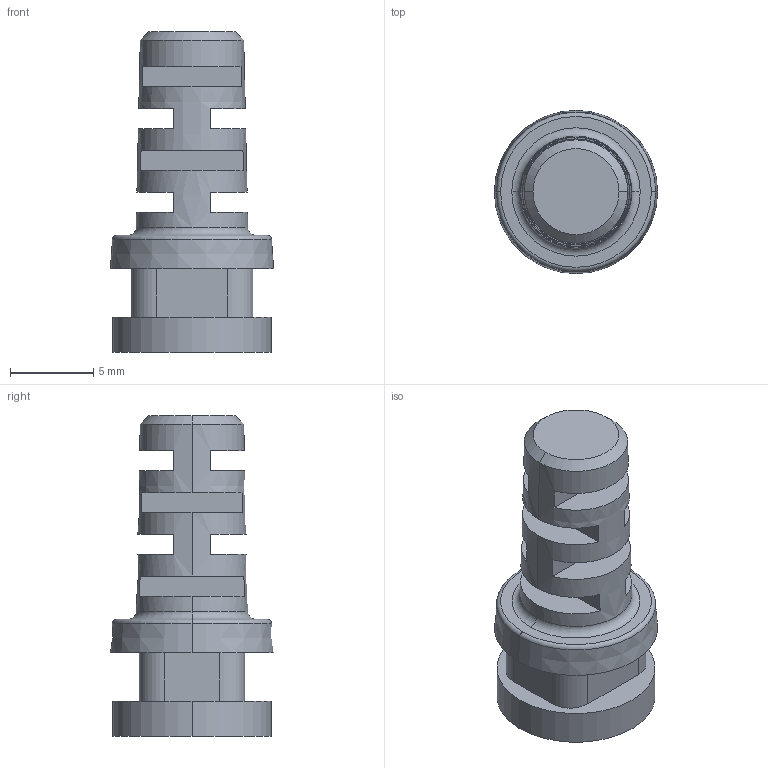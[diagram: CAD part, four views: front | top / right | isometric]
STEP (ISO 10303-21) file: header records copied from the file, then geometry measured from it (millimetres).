
FILE_DESCRIPTION (( 'STEP AP214' ), '1' );
FILE_NAME ('TT_308_A_dongle_strain_relief.STEP', '2014-03-06T14:05:49', ( '' ), ( '' ), 'SwSTEP 2.0', 'SolidWorks 2013', '' );
FILE_SCHEMA (( 'AUTOMOTIVE_DESIGN' ));
Length unit declared in the file: millimetre
Products named in the file (1): TT_308_A_dongle_strain_relief
Bounding box: 9.78 x 9.78 x 19.2 mm (x, y, z)
Volume: 728.9 mm3; surface area: 756.7 mm2
Topology: 1 solids, 1 shells, 49 faces, 114 edges, 74 vertices
Faces by surface type: plane 33, cone 6, cylinder 6, torus 4
Entity records: 1512 total; most frequent: CARTESIAN_POINT 334, DIRECTION 252, ORIENTED_EDGE 228, EDGE_CURVE 114, AXIS2_PLACEMENT_3D 104, VERTEX_POINT 74, EDGE_LOOP 56, CIRCLE 54
